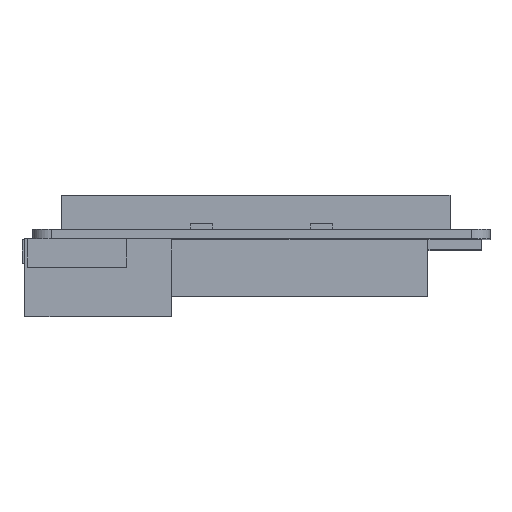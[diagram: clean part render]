
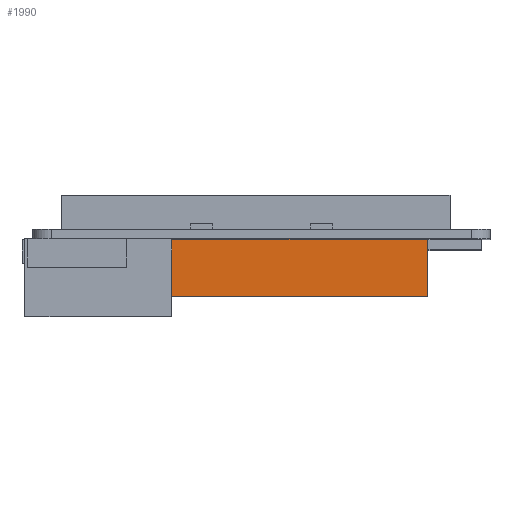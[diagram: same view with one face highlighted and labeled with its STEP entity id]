
A CAD part, top view. The second image highlights one B-rep face of the part: STEP entity #1990.
In plain terms, the highlighted planar face has unit normal (0, 0, 1).
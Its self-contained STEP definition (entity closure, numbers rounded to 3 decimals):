
#70=FACE_OUTER_BOUND('',#178,.T.);
#178=EDGE_LOOP('',(#1270,#1271,#1272,#1273));
#315=LINE('',#2782,#565);
#316=LINE('',#2785,#566);
#317=LINE('',#2787,#567);
#318=LINE('',#2788,#568);
#565=VECTOR('',#2269,10.);
#566=VECTOR('',#2272,10.);
#567=VECTOR('',#2273,10.);
#568=VECTOR('',#2274,10.);
#809=VERTEX_POINT('',#2776);
#811=VERTEX_POINT('',#2780);
#812=VERTEX_POINT('',#2784);
#813=VERTEX_POINT('',#2786);
#991=EDGE_CURVE('',#809,#811,#315,.T.);
#992=EDGE_CURVE('',#809,#812,#316,.T.);
#993=EDGE_CURVE('',#813,#811,#317,.T.);
#994=EDGE_CURVE('',#812,#813,#318,.T.);
#1270=ORIENTED_EDGE('',*,*,#992,.F.);
#1271=ORIENTED_EDGE('',*,*,#991,.T.);
#1272=ORIENTED_EDGE('',*,*,#993,.F.);
#1273=ORIENTED_EDGE('',*,*,#994,.F.);
#1792=PLANE('',#2118);
#1990=ADVANCED_FACE('',(#70),#1792,.T.);
#2118=AXIS2_PLACEMENT_3D('',#2783,#2270,#2271);
#2269=DIRECTION('',(0.,-1.,0.));
#2270=DIRECTION('center_axis',(0.,0.,1.));
#2271=DIRECTION('ref_axis',(-1.,0.,0.));
#2272=DIRECTION('',(1.,0.,0.));
#2273=DIRECTION('',(-1.,0.,0.));
#2274=DIRECTION('',(0.,-1.,0.));
#2776=CARTESIAN_POINT('',(-19.,0.,1.5));
#2780=CARTESIAN_POINT('',(-19.,-10.,1.5));
#2782=CARTESIAN_POINT('',(-19.,0.,1.5));
#2783=CARTESIAN_POINT('Origin',(29.,0.,1.5));
#2784=CARTESIAN_POINT('',(29.,0.,1.5));
#2785=CARTESIAN_POINT('',(14.5,0.,1.5));
#2786=CARTESIAN_POINT('',(29.,-10.,1.5));
#2787=CARTESIAN_POINT('',(29.,-10.,1.5));
#2788=CARTESIAN_POINT('',(29.,0.,1.5));
